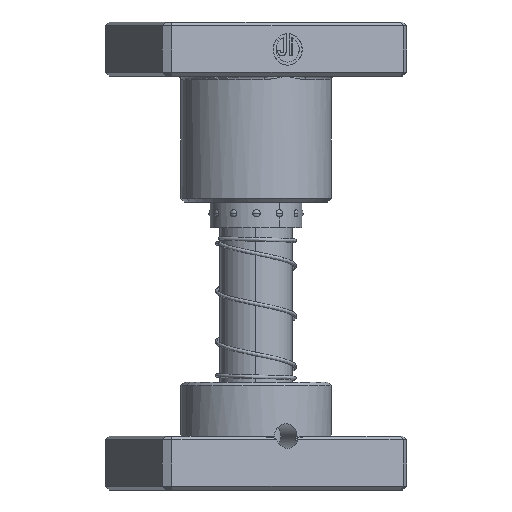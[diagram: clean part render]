
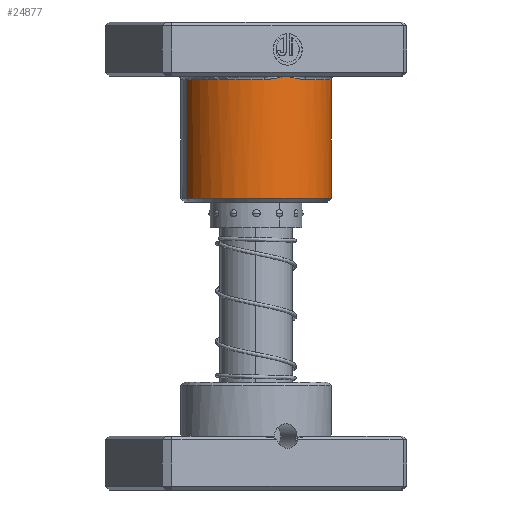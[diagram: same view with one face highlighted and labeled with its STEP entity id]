
A CAD part, left-side view. The second image highlights one B-rep face of the part: STEP entity #24877.
In plain terms, the highlighted cylindrical face has radius 21 mm (diameter 42 mm), a partial arc.
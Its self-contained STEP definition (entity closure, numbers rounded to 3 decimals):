
#968 = CARTESIAN_POINT ( 'NONE',  ( 5.225, 20.347, 15.959 ) ) ;
#1039 = DIRECTION ( 'NONE',  ( 0., 0., -1. ) ) ;
#1558 = CARTESIAN_POINT ( 'NONE',  ( -3.67, 20.684, 15.754 ) ) ;
#2212 = LINE ( 'NONE', #14223, #21915 ) ;
#2503 = CIRCLE ( 'NONE', #28471, 21. ) ;
#3182 = CARTESIAN_POINT ( 'NONE',  ( -21., 0., 16. ) ) ;
#3403 = CARTESIAN_POINT ( 'NONE',  ( 0., 0., 50. ) ) ;
#3911 = FACE_OUTER_BOUND ( 'NONE', #6531, .T. ) ;
#4170 = CARTESIAN_POINT ( 'NONE',  ( -5.225, 20.347, 15.959 ) ) ;
#4651 = AXIS2_PLACEMENT_3D ( 'NONE', #22849, #7486, #25441 ) ;
#5945 = CARTESIAN_POINT ( 'NONE',  ( 5.741, 20.207, 16. ) ) ;
#6173 = CARTESIAN_POINT ( 'NONE',  ( 3.67, 20.684, 15.754 ) ) ;
#6244 = DIRECTION ( 'NONE',  ( -1., 0., 0. ) ) ;
#6531 = EDGE_LOOP ( 'NONE', ( #10513, #17939, #29567, #20344, #25850, #19933, #16159 ) ) ;
#6785 = CARTESIAN_POINT ( 'NONE',  ( -6.259, 20.045, 16. ) ) ;
#7019 = CARTESIAN_POINT ( 'NONE',  ( 21., 0., 16. ) ) ;
#7486 = DIRECTION ( 'NONE',  ( 0., 0., 1. ) ) ;
#8049 = CARTESIAN_POINT ( 'NONE',  ( 0., 21., 15. ) ) ;
#8744 = CARTESIAN_POINT ( 'NONE',  ( 2.103, 20.901, 15.459 ) ) ;
#8995 = EDGE_CURVE ( 'NONE', #21910, #28614, #24931, .T. ) ;
#9002 = CARTESIAN_POINT ( 'NONE',  ( 0., 21., 15. ) ) ;
#10407 = EDGE_CURVE ( 'NONE', #28614, #17057, #18122, .T. ) ;
#10513 = ORIENTED_EDGE ( 'NONE', *, *, #12621, .T. ) ;
#11299 = CARTESIAN_POINT ( 'NONE',  ( 1.052, 20.975, 15.234 ) ) ;
#11435 = DIRECTION ( 'NONE',  ( 0., 0., 1. ) ) ;
#11668 = CARTESIAN_POINT ( 'NONE',  ( -1.052, 21., 15.235 ) ) ;
#12032 = AXIS2_PLACEMENT_3D ( 'NONE', #26862, #11435, #29436 ) ;
#12621 = EDGE_CURVE ( 'NONE', #26736, #22980, #2503, .T. ) ;
#12901 = LINE ( 'NONE', #21621, #33047 ) ;
#13817 = CIRCLE ( 'NONE', #12032, 21. ) ;
#13883 = CARTESIAN_POINT ( 'NONE',  ( 0.261, 21., 15.058 ) ) ;
#14223 = CARTESIAN_POINT ( 'NONE',  ( -21., 0., 50. ) ) ;
#14463 = CARTESIAN_POINT ( 'NONE',  ( 0., 0., 49. ) ) ;
#14537 = CARTESIAN_POINT ( 'NONE',  ( -6.259, 20.045, 16. ) ) ;
#16159 = ORIENTED_EDGE ( 'NONE', *, *, #20827, .F. ) ;
#16764 = CYLINDRICAL_SURFACE ( 'NONE', #20160, 21. ) ;
#16956 = CARTESIAN_POINT ( 'NONE',  ( -2.106, 20.921, 15.471 ) ) ;
#17057 = VERTEX_POINT ( 'NONE', #8049 ) ;
#17076 = DIRECTION ( 'NONE',  ( 1., 0., 0. ) ) ;
#17939 = ORIENTED_EDGE ( 'NONE', *, *, #18128, .T. ) ;
#18122 = B_SPLINE_CURVE_WITH_KNOTS ( 'NONE', 3,
 ( #18925, #5945, #968, #21524, #6173, #24124, #8744, #26730, #11299, #29303, #13883, #31905 ),
 .UNSPECIFIED., .F., .F.,
 ( 4, 2, 2, 2, 2, 4 ),
 ( 0., 0.002, 0.003, 0.005, 0.006, 0.006 ),
 .UNSPECIFIED. ) ;
#18128 = EDGE_CURVE ( 'NONE', #22980, #21910, #12901, .T. ) ;
#18925 = CARTESIAN_POINT ( 'NONE',  ( 6.259, 20.045, 16. ) ) ;
#19281 = DIRECTION ( 'NONE',  ( 0., 0., -1. ) ) ;
#19538 = CARTESIAN_POINT ( 'NONE',  ( -4.189, 20.585, 15.837 ) ) ;
#19933 = ORIENTED_EDGE ( 'NONE', *, *, #26876, .T. ) ;
#20160 = AXIS2_PLACEMENT_3D ( 'NONE', #3403, #1039, #6244 ) ;
#20344 = ORIENTED_EDGE ( 'NONE', *, *, #10407, .T. ) ;
#20827 = EDGE_CURVE ( 'NONE', #26736, #33365, #2212, .T. ) ;
#21388 = DIRECTION ( 'NONE',  ( 0., 0., -1. ) ) ;
#21524 = CARTESIAN_POINT ( 'NONE',  ( 4.189, 20.585, 15.837 ) ) ;
#21621 = CARTESIAN_POINT ( 'NONE',  ( 21., 0., 50. ) ) ;
#21910 = VERTEX_POINT ( 'NONE', #7019 ) ;
#21915 = VECTOR ( 'NONE', #19281, 1000. ) ;
#22134 = CARTESIAN_POINT ( 'NONE',  ( -5.741, 20.207, 16. ) ) ;
#22849 = CARTESIAN_POINT ( 'NONE',  ( 0., 0., 16. ) ) ;
#22980 = VERTEX_POINT ( 'NONE', #30193 ) ;
#23931 = CARTESIAN_POINT ( 'NONE',  ( -21., 0., 49. ) ) ;
#24124 = CARTESIAN_POINT ( 'NONE',  ( 2.627, 20.842, 15.566 ) ) ;
#24877 = ADVANCED_FACE ( 'NONE', ( #3911 ), #16764, .T. ) ;
#24909 = CARTESIAN_POINT ( 'NONE',  ( 6.259, 20.045, 16. ) ) ;
#24931 = CIRCLE ( 'NONE', #4651, 21. ) ;
#25441 = DIRECTION ( 'NONE',  ( 1., 0., 0. ) ) ;
#25850 = ORIENTED_EDGE ( 'NONE', *, *, #31152, .T. ) ;
#26730 = CARTESIAN_POINT ( 'NONE',  ( 1.314, 20.96, 15.291 ) ) ;
#26736 = VERTEX_POINT ( 'NONE', #23931 ) ;
#26862 = CARTESIAN_POINT ( 'NONE',  ( 0., 0., 16. ) ) ;
#26876 = EDGE_CURVE ( 'NONE', #33048, #33365, #13817, .T. ) ;
#27700 = B_SPLINE_CURVE_WITH_KNOTS ( 'NONE', 3,
 ( #9002, #11668, #16956, #1558, #19538, #4170, #22134, #6785 ),
 .UNSPECIFIED., .F., .F.,
 ( 4, 2, 2, 4 ),
 ( 0., 0.003, 0.005, 0.006 ),
 .UNSPECIFIED. ) ;
#28471 = AXIS2_PLACEMENT_3D ( 'NONE', #14463, #32518, #17076 ) ;
#28614 = VERTEX_POINT ( 'NONE', #24909 ) ;
#29303 = CARTESIAN_POINT ( 'NONE',  ( 0.526, 20.995, 15.117 ) ) ;
#29436 = DIRECTION ( 'NONE',  ( 1., 0., 0. ) ) ;
#29567 = ORIENTED_EDGE ( 'NONE', *, *, #8995, .T. ) ;
#30193 = CARTESIAN_POINT ( 'NONE',  ( 21., 0., 49. ) ) ;
#31152 = EDGE_CURVE ( 'NONE', #17057, #33048, #27700, .T. ) ;
#31905 = CARTESIAN_POINT ( 'NONE',  ( 0., 21., 15. ) ) ;
#32518 = DIRECTION ( 'NONE',  ( 0., 0., -1. ) ) ;
#33047 = VECTOR ( 'NONE', #21388, 1000. ) ;
#33048 = VERTEX_POINT ( 'NONE', #14537 ) ;
#33365 = VERTEX_POINT ( 'NONE', #3182 ) ;
